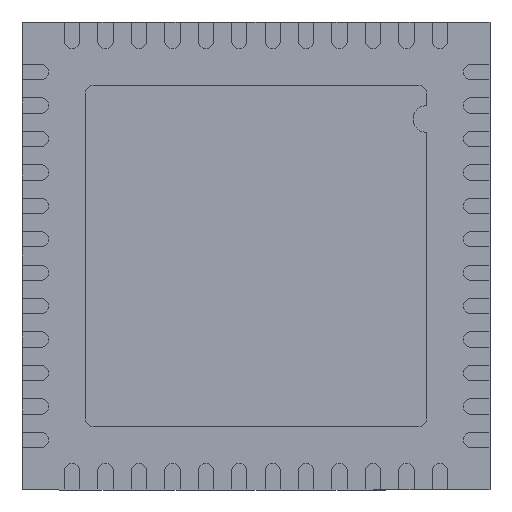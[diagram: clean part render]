
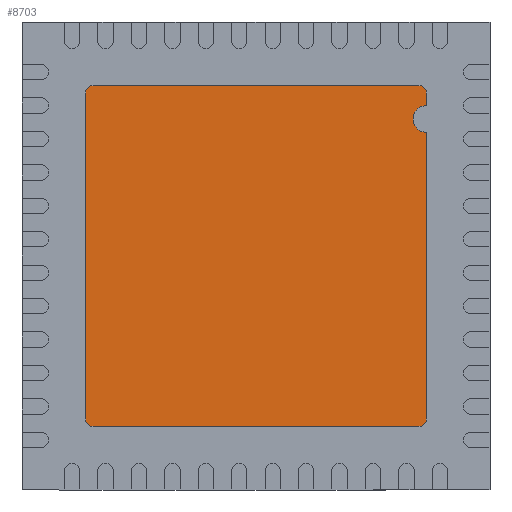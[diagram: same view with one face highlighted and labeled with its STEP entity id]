
A CAD part, front view. The second image highlights one B-rep face of the part: STEP entity #8703.
In plain terms, the highlighted planar face has unit normal (0, -1, 0).
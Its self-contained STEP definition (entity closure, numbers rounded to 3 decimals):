
#538 = VECTOR ( 'NONE', #7441, 1000. ) ;
#849 = LINE ( 'NONE', #10503, #13733 ) ;
#956 = DIRECTION ( 'NONE',  ( 0., 0., -1. ) ) ;
#1336 = VERTEX_POINT ( 'NONE', #6831 ) ;
#1611 = CARTESIAN_POINT ( 'NONE',  ( 2.55, -0.05, 2.25 ) ) ;
#1857 = ORIENTED_EDGE ( 'NONE', *, *, #14996, .T. ) ;
#2178 = ORIENTED_EDGE ( 'NONE', *, *, #8488, .T. ) ;
#2182 = VECTOR ( 'NONE', #11423, 1000. ) ;
#2218 = AXIS2_PLACEMENT_3D ( 'NONE', #5933, #8400, #956 ) ;
#2439 = VERTEX_POINT ( 'NONE', #8715 ) ;
#2535 = DIRECTION ( 'NONE',  ( 0., -1., 0. ) ) ;
#2671 = CARTESIAN_POINT ( 'NONE',  ( 2.55, -0.05, 2.25 ) ) ;
#2810 = DIRECTION ( 'NONE',  ( 0., 0., -1. ) ) ;
#2964 = DIRECTION ( 'NONE',  ( 1., 0., 0. ) ) ;
#3009 = CARTESIAN_POINT ( 'NONE',  ( 2.436, -0.05, 2.55 ) ) ;
#3486 = CARTESIAN_POINT ( 'NONE',  ( 2.55, -0.05, 1.85 ) ) ;
#3667 = CARTESIAN_POINT ( 'NONE',  ( -2.436, -0.05, -2.55 ) ) ;
#3708 = PLANE ( 'NONE',  #13083 ) ;
#3997 = CARTESIAN_POINT ( 'NONE',  ( 2.436, -0.05, 2.55 ) ) ;
#4092 = CIRCLE ( 'NONE', #6738, 0.114 ) ;
#4137 = EDGE_CURVE ( 'NONE', #8809, #6798, #4308, .T. ) ;
#4308 = LINE ( 'NONE', #2671, #2182 ) ;
#4444 = FACE_OUTER_BOUND ( 'NONE', #4667, .T. ) ;
#4667 = EDGE_LOOP ( 'NONE', ( #14067, #14399, #8432, #10770, #5850, #12590, #1857, #16023, #8031, #2178 ) ) ;
#4688 = VERTEX_POINT ( 'NONE', #12230 ) ;
#4994 = EDGE_CURVE ( 'NONE', #13801, #8809, #6639, .T. ) ;
#5732 = CARTESIAN_POINT ( 'NONE',  ( 2.55, -0.05, 2.05 ) ) ;
#5814 = VERTEX_POINT ( 'NONE', #3997 ) ;
#5850 = ORIENTED_EDGE ( 'NONE', *, *, #10253, .T. ) ;
#5933 = CARTESIAN_POINT ( 'NONE',  ( -2.436, -0.05, 2.436 ) ) ;
#5949 = DIRECTION ( 'NONE',  ( 0., 0., -1. ) ) ;
#6227 = CARTESIAN_POINT ( 'NONE',  ( 2.55, -0.05, -2.436 ) ) ;
#6639 = CIRCLE ( 'NONE', #11062, 0.2 ) ;
#6738 = AXIS2_PLACEMENT_3D ( 'NONE', #10079, #2535, #11282 ) ;
#6798 = VERTEX_POINT ( 'NONE', #15919 ) ;
#6831 = CARTESIAN_POINT ( 'NONE',  ( 2.55, -0.05, -2.436 ) ) ;
#7441 = DIRECTION ( 'NONE',  ( 0., 0., 1. ) ) ;
#8031 = ORIENTED_EDGE ( 'NONE', *, *, #13764, .T. ) ;
#8400 = DIRECTION ( 'NONE',  ( 0., -1., 0. ) ) ;
#8432 = ORIENTED_EDGE ( 'NONE', *, *, #10746, .T. ) ;
#8488 = EDGE_CURVE ( 'NONE', #1336, #13801, #8929, .T. ) ;
#8519 = VERTEX_POINT ( 'NONE', #13652 ) ;
#8526 = DIRECTION ( 'NONE',  ( 0., -1., 0. ) ) ;
#8703 = ADVANCED_FACE ( 'NONE', ( #4444 ), #3708, .T. ) ;
#8715 = CARTESIAN_POINT ( 'NONE',  ( -2.55, -0.05, -2.436 ) ) ;
#8809 = VERTEX_POINT ( 'NONE', #1611 ) ;
#8929 = LINE ( 'NONE', #6227, #538 ) ;
#9339 = DIRECTION ( 'NONE',  ( 0., 0., -1. ) ) ;
#9669 = CIRCLE ( 'NONE', #2218, 0.114 ) ;
#10079 = CARTESIAN_POINT ( 'NONE',  ( -2.436, -0.05, -2.436 ) ) ;
#10253 = EDGE_CURVE ( 'NONE', #8519, #4688, #9669, .T. ) ;
#10482 = EDGE_CURVE ( 'NONE', #12779, #11400, #849, .T. ) ;
#10503 = CARTESIAN_POINT ( 'NONE',  ( -2.436, -0.05, -2.55 ) ) ;
#10544 = DIRECTION ( 'NONE',  ( -1., 0., 0. ) ) ;
#10746 = EDGE_CURVE ( 'NONE', #6798, #5814, #15464, .T. ) ;
#10770 = ORIENTED_EDGE ( 'NONE', *, *, #13586, .T. ) ;
#10937 = DIRECTION ( 'NONE',  ( 0., -1., 0. ) ) ;
#11062 = AXIS2_PLACEMENT_3D ( 'NONE', #5732, #13120, #9339 ) ;
#11261 = DIRECTION ( 'NONE',  ( 0., 0., -1. ) ) ;
#11282 = DIRECTION ( 'NONE',  ( 0., 0., -1. ) ) ;
#11346 = LINE ( 'NONE', #13027, #16205 ) ;
#11400 = VERTEX_POINT ( 'NONE', #14915 ) ;
#11423 = DIRECTION ( 'NONE',  ( 0., 0., 1. ) ) ;
#11984 = LINE ( 'NONE', #3009, #15651 ) ;
#12230 = CARTESIAN_POINT ( 'NONE',  ( -2.55, -0.05, 2.436 ) ) ;
#12590 = ORIENTED_EDGE ( 'NONE', *, *, #15078, .T. ) ;
#12779 = VERTEX_POINT ( 'NONE', #3667 ) ;
#13027 = CARTESIAN_POINT ( 'NONE',  ( -2.55, -0.05, 2.436 ) ) ;
#13083 = AXIS2_PLACEMENT_3D ( 'NONE', #13790, #14995, #11261 ) ;
#13120 = DIRECTION ( 'NONE',  ( 0., 1., 0. ) ) ;
#13369 = AXIS2_PLACEMENT_3D ( 'NONE', #13572, #10937, #13625 ) ;
#13436 = CARTESIAN_POINT ( 'NONE',  ( 2.436, -0.05, 2.436 ) ) ;
#13572 = CARTESIAN_POINT ( 'NONE',  ( 2.436, -0.05, -2.436 ) ) ;
#13586 = EDGE_CURVE ( 'NONE', #5814, #8519, #11984, .T. ) ;
#13625 = DIRECTION ( 'NONE',  ( 0., 0., -1. ) ) ;
#13652 = CARTESIAN_POINT ( 'NONE',  ( -2.436, -0.05, 2.55 ) ) ;
#13733 = VECTOR ( 'NONE', #2964, 1000. ) ;
#13764 = EDGE_CURVE ( 'NONE', #11400, #1336, #14665, .T. ) ;
#13790 = CARTESIAN_POINT ( 'NONE',  ( 2.55, -0.05, 2.05 ) ) ;
#13801 = VERTEX_POINT ( 'NONE', #3486 ) ;
#14067 = ORIENTED_EDGE ( 'NONE', *, *, #4994, .T. ) ;
#14399 = ORIENTED_EDGE ( 'NONE', *, *, #4137, .T. ) ;
#14665 = CIRCLE ( 'NONE', #13369, 0.114 ) ;
#14915 = CARTESIAN_POINT ( 'NONE',  ( 2.436, -0.05, -2.55 ) ) ;
#14995 = DIRECTION ( 'NONE',  ( 0., -1., 0. ) ) ;
#14996 = EDGE_CURVE ( 'NONE', #2439, #12779, #4092, .T. ) ;
#15078 = EDGE_CURVE ( 'NONE', #4688, #2439, #11346, .T. ) ;
#15464 = CIRCLE ( 'NONE', #16112, 0.114 ) ;
#15651 = VECTOR ( 'NONE', #10544, 1000. ) ;
#15919 = CARTESIAN_POINT ( 'NONE',  ( 2.55, -0.05, 2.436 ) ) ;
#16023 = ORIENTED_EDGE ( 'NONE', *, *, #10482, .T. ) ;
#16112 = AXIS2_PLACEMENT_3D ( 'NONE', #13436, #8526, #5949 ) ;
#16205 = VECTOR ( 'NONE', #2810, 1000. ) ;
